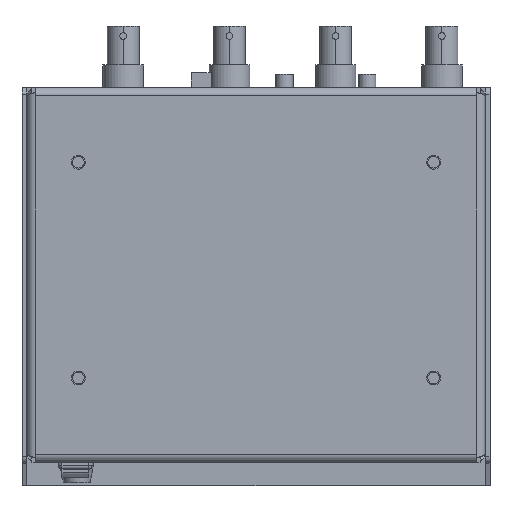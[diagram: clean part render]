
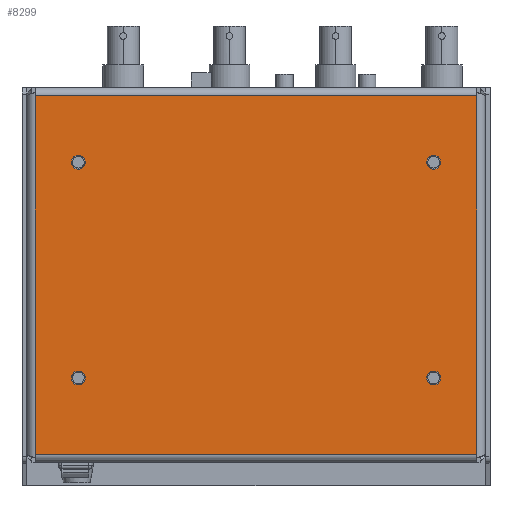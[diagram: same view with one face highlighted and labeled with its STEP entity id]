
A CAD part, front view. The second image highlights one B-rep face of the part: STEP entity #8299.
In plain terms, the highlighted planar face has unit normal (0, -1, 0).
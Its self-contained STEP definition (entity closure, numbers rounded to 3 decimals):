
#1549=DIRECTION('',(-1.,0.,0.));
#1550=VECTOR('',#1549,133.);
#1551=CARTESIAN_POINT('',(120.5,-37.,3.5));
#1552=LINE('',#1551,#1550);
#2060=DIRECTION('',(0.,0.,1.));
#2061=VECTOR('',#2060,108.);
#2062=CARTESIAN_POINT('',(-12.5,-37.,3.5));
#2063=LINE('',#2062,#2061);
#2225=DIRECTION('',(1.,0.,0.));
#2226=VECTOR('',#2225,133.);
#2227=CARTESIAN_POINT('',(-12.5,-37.,111.5));
#2228=LINE('',#2227,#2226);
#2340=DIRECTION('',(0.,0.,-1.));
#2341=VECTOR('',#2340,108.);
#2342=CARTESIAN_POINT('',(120.5,-37.,111.5));
#2343=LINE('',#2342,#2341);
#2361=CARTESIAN_POINT('',(0.5,-37.,26.5));
#2362=DIRECTION('',(0.,-1.,0.));
#2363=DIRECTION('',(1.,0.,0.));
#2364=AXIS2_PLACEMENT_3D('',#2361,#2362,#2363);
#2366=CARTESIAN_POINT('',(0.5,-37.,26.5));
#2367=DIRECTION('',(0.,-1.,0.));
#2368=DIRECTION('',(-1.,0.,0.));
#2369=AXIS2_PLACEMENT_3D('',#2366,#2367,#2368);
#2371=CARTESIAN_POINT('',(0.5,-37.,91.5));
#2372=DIRECTION('',(0.,-1.,0.));
#2373=DIRECTION('',(1.,0.,0.));
#2374=AXIS2_PLACEMENT_3D('',#2371,#2372,#2373);
#2376=CARTESIAN_POINT('',(0.5,-37.,91.5));
#2377=DIRECTION('',(0.,-1.,0.));
#2378=DIRECTION('',(-1.,0.,0.));
#2379=AXIS2_PLACEMENT_3D('',#2376,#2377,#2378);
#2381=CARTESIAN_POINT('',(107.5,-37.,26.5));
#2382=DIRECTION('',(0.,-1.,0.));
#2383=DIRECTION('',(1.,0.,0.));
#2384=AXIS2_PLACEMENT_3D('',#2381,#2382,#2383);
#2386=CARTESIAN_POINT('',(107.5,-37.,26.5));
#2387=DIRECTION('',(0.,-1.,0.));
#2388=DIRECTION('',(-1.,0.,0.));
#2389=AXIS2_PLACEMENT_3D('',#2386,#2387,#2388);
#2391=CARTESIAN_POINT('',(107.5,-37.,91.5));
#2392=DIRECTION('',(0.,-1.,0.));
#2393=DIRECTION('',(1.,0.,0.));
#2394=AXIS2_PLACEMENT_3D('',#2391,#2392,#2393);
#2396=CARTESIAN_POINT('',(107.5,-37.,91.5));
#2397=DIRECTION('',(0.,-1.,0.));
#2398=DIRECTION('',(-1.,0.,0.));
#2399=AXIS2_PLACEMENT_3D('',#2396,#2397,#2398);
#4195=CARTESIAN_POINT('',(120.5,-37.,3.5));
#4197=VERTEX_POINT('',#4195);
#4202=CARTESIAN_POINT('',(-12.5,-37.,3.5));
#4204=VERTEX_POINT('',#4202);
#4239=CARTESIAN_POINT('',(-12.5,-37.,111.5));
#4240=VERTEX_POINT('',#4239);
#4245=CARTESIAN_POINT('',(120.5,-37.,111.5));
#4246=VERTEX_POINT('',#4245);
#4583=CARTESIAN_POINT('',(2.6,-37.,26.5));
#4584=CARTESIAN_POINT('',(-1.6,-37.,26.5));
#4585=VERTEX_POINT('',#4583);
#4586=VERTEX_POINT('',#4584);
#4591=CARTESIAN_POINT('',(2.6,-37.,91.5));
#4592=CARTESIAN_POINT('',(-1.6,-37.,91.5));
#4593=VERTEX_POINT('',#4591);
#4594=VERTEX_POINT('',#4592);
#4599=CARTESIAN_POINT('',(109.6,-37.,26.5));
#4600=CARTESIAN_POINT('',(105.4,-37.,26.5));
#4601=VERTEX_POINT('',#4599);
#4602=VERTEX_POINT('',#4600);
#4607=CARTESIAN_POINT('',(109.6,-37.,91.5));
#4608=CARTESIAN_POINT('',(105.4,-37.,91.5));
#4609=VERTEX_POINT('',#4607);
#4610=VERTEX_POINT('',#4608);
#8264=CARTESIAN_POINT('',(54.,-37.,57.5));
#8265=DIRECTION('',(0.,1.,0.));
#8266=DIRECTION('',(0.,0.,-1.));
#8267=AXIS2_PLACEMENT_3D('',#8264,#8265,#8266);
#8268=PLANE('',#8267);
#8269=ORIENTED_EDGE('',*,*,#8053,.T.);
#8270=ORIENTED_EDGE('',*,*,#8244,.T.);
#8271=ORIENTED_EDGE('',*,*,#6966,.T.);
#8272=ORIENTED_EDGE('',*,*,#7708,.T.);
#8273=EDGE_LOOP('',(#8269,#8270,#8271,#8272));
#8274=FACE_OUTER_BOUND('',#8273,.F.);
#8276=ORIENTED_EDGE('',*,*,#8275,.T.);
#8278=ORIENTED_EDGE('',*,*,#8277,.T.);
#8279=EDGE_LOOP('',(#8276,#8278));
#8280=FACE_BOUND('',#8279,.F.);
#8282=ORIENTED_EDGE('',*,*,#8281,.T.);
#8284=ORIENTED_EDGE('',*,*,#8283,.T.);
#8285=EDGE_LOOP('',(#8282,#8284));
#8286=FACE_BOUND('',#8285,.F.);
#8288=ORIENTED_EDGE('',*,*,#8287,.T.);
#8290=ORIENTED_EDGE('',*,*,#8289,.T.);
#8291=EDGE_LOOP('',(#8288,#8290));
#8292=FACE_BOUND('',#8291,.F.);
#8294=ORIENTED_EDGE('',*,*,#8293,.T.);
#8296=ORIENTED_EDGE('',*,*,#8295,.T.);
#8297=EDGE_LOOP('',(#8294,#8296));
#8298=FACE_BOUND('',#8297,.F.);
#8299=ADVANCED_FACE('',(#8274,#8280,#8286,#8292,#8298),#8268,.F.);
#2365=CIRCLE('',#2364,2.1);
#2370=CIRCLE('',#2369,2.1);
#2375=CIRCLE('',#2374,2.1);
#2380=CIRCLE('',#2379,2.1);
#2385=CIRCLE('',#2384,2.1);
#2390=CIRCLE('',#2389,2.1);
#2395=CIRCLE('',#2394,2.1);
#2400=CIRCLE('',#2399,2.1);
#6966=EDGE_CURVE('',#4197,#4204,#1552,.T.);
#7708=EDGE_CURVE('',#4204,#4240,#2063,.T.);
#8053=EDGE_CURVE('',#4240,#4246,#2228,.T.);
#8244=EDGE_CURVE('',#4246,#4197,#2343,.T.);
#8275=EDGE_CURVE('',#4585,#4586,#2365,.T.);
#8277=EDGE_CURVE('',#4586,#4585,#2370,.T.);
#8281=EDGE_CURVE('',#4593,#4594,#2375,.T.);
#8283=EDGE_CURVE('',#4594,#4593,#2380,.T.);
#8287=EDGE_CURVE('',#4601,#4602,#2385,.T.);
#8289=EDGE_CURVE('',#4602,#4601,#2390,.T.);
#8293=EDGE_CURVE('',#4609,#4610,#2395,.T.);
#8295=EDGE_CURVE('',#4610,#4609,#2400,.T.);
